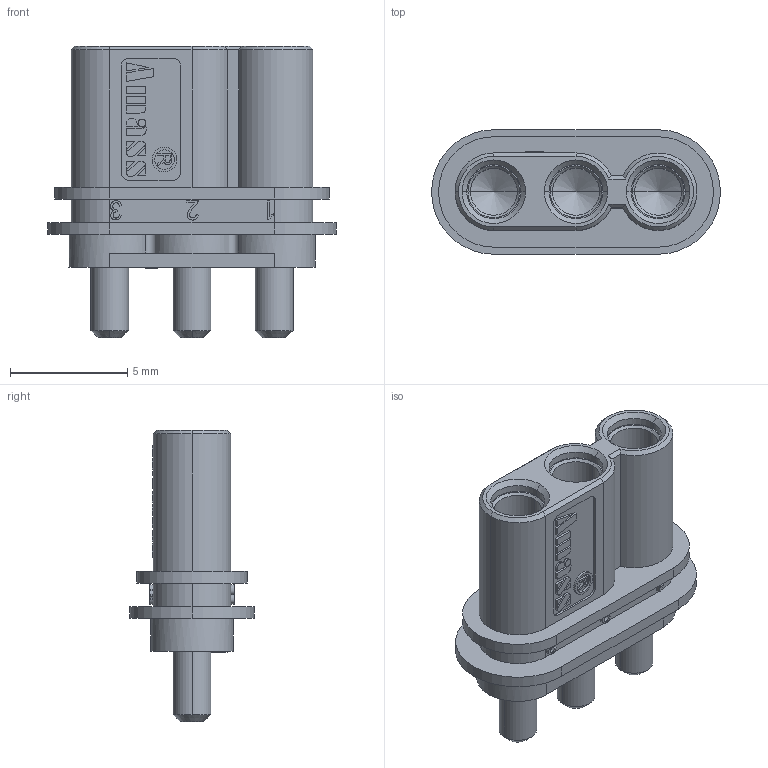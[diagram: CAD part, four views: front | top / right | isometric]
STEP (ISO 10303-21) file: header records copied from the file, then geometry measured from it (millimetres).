
FILE_DESCRIPTION (( 'STEP AP214' ), '1' );
FILE_NAME ('MR30PB-F.stp', '2023-08-11T02:06:51', ( '' ), ( '' ), 'SwSTEP 2.0', 'SolidWorks 2020', '' );
FILE_SCHEMA (( 'AUTOMOTIVE_DESIGN' ));
Length unit declared in the file: millimetre
Products named in the file (1): MR30PB-F
Bounding box: 12.3 x 5.3 x 12.4 mm (x, y, z)
Volume: 255.4 mm3; surface area: 589 mm2
Topology: 1 solids, 1 shells, 634 faces, 1691 edges, 1114 vertices
Faces by surface type: plane 475, bspline 71, cylinder 59, cone 29
Entity records: 24008 total; most frequent: CARTESIAN_POINT 8183, ORIENTED_EDGE 3370, DIRECTION 2788, EDGE_CURVE 1685, VECTOR 1394, LINE 1394, VERTEX_POINT 1114, AXIS2_PLACEMENT_3D 697
